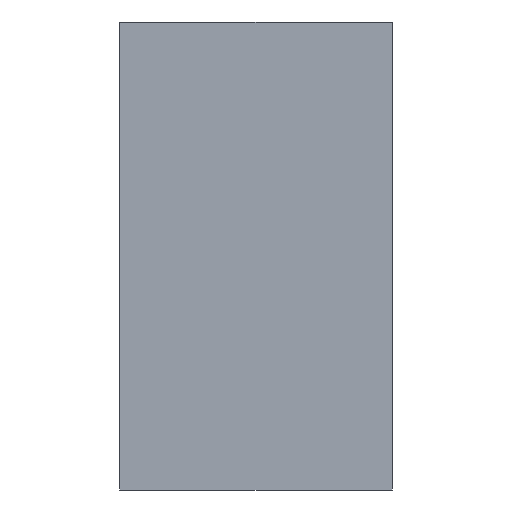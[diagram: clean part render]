
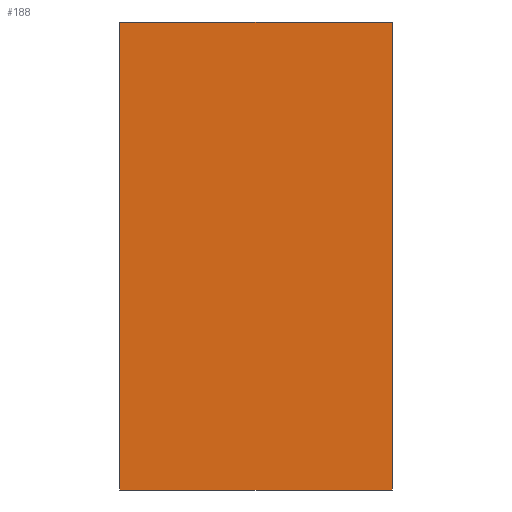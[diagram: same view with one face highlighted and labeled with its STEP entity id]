
A CAD part, front view. The second image highlights one B-rep face of the part: STEP entity #188.
In plain terms, the highlighted planar face has unit normal (0, -1, 0).
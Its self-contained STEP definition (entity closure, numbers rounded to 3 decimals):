
#27=FACE_OUTER_BOUND('',#39,.T.);
#39=EDGE_LOOP('',(#152,#153,#154,#155));
#59=LINE('',#2251,#75);
#60=LINE('',#2254,#76);
#61=LINE('',#2256,#77);
#62=LINE('',#2257,#78);
#75=VECTOR('',#234,10.);
#76=VECTOR('',#237,10.);
#77=VECTOR('',#238,10.);
#78=VECTOR('',#239,10.);
#92=VERTEX_POINT('',#2244);
#95=VERTEX_POINT('',#2249);
#96=VERTEX_POINT('',#2253);
#97=VERTEX_POINT('',#2255);
#115=EDGE_CURVE('',#92,#95,#59,.T.);
#116=EDGE_CURVE('',#96,#92,#60,.T.);
#117=EDGE_CURVE('',#97,#95,#61,.T.);
#118=EDGE_CURVE('',#96,#97,#62,.T.);
#152=ORIENTED_EDGE('',*,*,#116,.T.);
#153=ORIENTED_EDGE('',*,*,#115,.T.);
#154=ORIENTED_EDGE('',*,*,#117,.F.);
#155=ORIENTED_EDGE('',*,*,#118,.F.);
#176=PLANE('',#212);
#188=ADVANCED_FACE('',(#27),#176,.T.);
#212=AXIS2_PLACEMENT_3D('',#2252,#235,#236);
#234=DIRECTION('',(1.,0.,0.));
#235=DIRECTION('center_axis',(0.,-1.,0.));
#236=DIRECTION('ref_axis',(0.,0.,-1.));
#237=DIRECTION('',(0.,0.,-1.));
#238=DIRECTION('',(0.,0.,-1.));
#239=DIRECTION('',(1.,0.,0.));
#2244=CARTESIAN_POINT('',(130.,422.9,289.865));
#2249=CARTESIAN_POINT('',(380.,422.9,289.865));
#2251=CARTESIAN_POINT('',(130.,422.9,289.865));
#2252=CARTESIAN_POINT('Origin',(130.,422.9,719.865));
#2253=CARTESIAN_POINT('',(130.,422.9,719.865));
#2254=CARTESIAN_POINT('',(130.,422.9,719.865));
#2255=CARTESIAN_POINT('',(380.,422.9,719.865));
#2256=CARTESIAN_POINT('',(380.,422.9,719.865));
#2257=CARTESIAN_POINT('',(130.,422.9,719.865));
